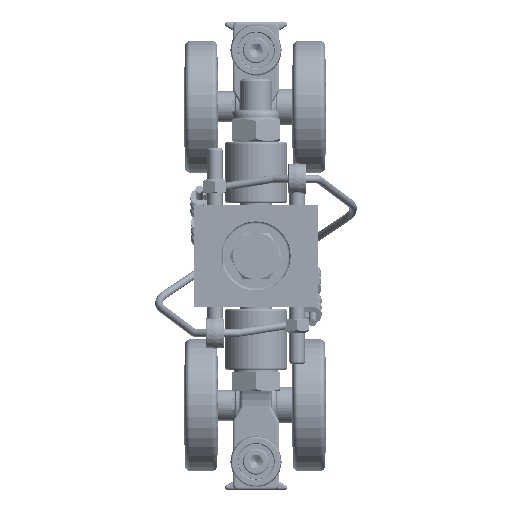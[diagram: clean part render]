
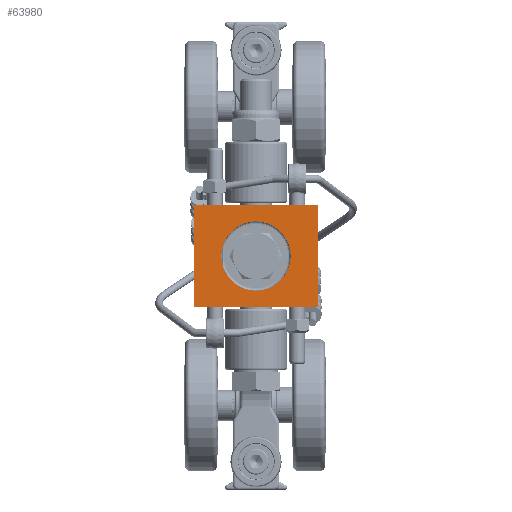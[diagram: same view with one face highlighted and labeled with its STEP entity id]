
A CAD part, front view. The second image highlights one B-rep face of the part: STEP entity #63980.
In plain terms, the highlighted face is planar.
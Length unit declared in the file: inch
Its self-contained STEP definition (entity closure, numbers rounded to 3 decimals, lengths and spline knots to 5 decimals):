
#63556=CARTESIAN_POINT('',(1.51557,-1.12844,0.875));
#63557=VERTEX_POINT('',#63556);
#63558=CARTESIAN_POINT('',(0.67182,-1.12844,0.875));
#63559=DIRECTION('',(0.0,0.0,-1.0));
#63560=DIRECTION('',(1.0,0.0,0.0));
#63561=AXIS2_PLACEMENT_3D('',#63558,#63559,#63560);
#63562=CIRCLE('',#63561,0.84375);
#63563=EDGE_CURVE('',#63557,#63557,#63562,.T.);
#63835=CARTESIAN_POINT('',(1.92182,0.37156,0.875));
#63836=VERTEX_POINT('',#63835);
#63837=CARTESIAN_POINT('',(1.92182,-2.62844,0.875));
#63838=VERTEX_POINT('',#63837);
#63839=CARTESIAN_POINT('',(1.92182,0.37156,0.875));
#63840=DIRECTION('',(0.0,-1.0,0.0));
#63841=VECTOR('',#63840,3.);
#63842=LINE('',#63839,#63841);
#63843=EDGE_CURVE('',#63836,#63838,#63842,.T.);
#63881=CARTESIAN_POINT('',(-0.57818,-2.62844,0.875));
#63882=VERTEX_POINT('',#63881);
#63883=CARTESIAN_POINT('',(1.92182,-2.62844,0.875));
#63884=DIRECTION('',(-1.0,0.0,0.0));
#63885=VECTOR('',#63884,2.5);
#63886=LINE('',#63883,#63885);
#63887=EDGE_CURVE('',#63838,#63882,#63886,.T.);
#63912=CARTESIAN_POINT('',(-0.57818,0.37156,0.875));
#63913=VERTEX_POINT('',#63912);
#63914=CARTESIAN_POINT('',(-0.57818,-2.62844,0.875));
#63915=DIRECTION('',(0.0,1.0,0.0));
#63916=VECTOR('',#63915,3.);
#63917=LINE('',#63914,#63916);
#63918=EDGE_CURVE('',#63882,#63913,#63917,.T.);
#63949=CARTESIAN_POINT('',(-0.57818,0.37156,0.875));
#63950=DIRECTION('',(1.0,0.0,0.0));
#63951=VECTOR('',#63950,2.5);
#63952=LINE('',#63949,#63951);
#63953=EDGE_CURVE('',#63913,#63836,#63952,.T.);
#63966=CARTESIAN_POINT('',(0.67182,-1.12844,0.875));
#63967=DIRECTION('',(0.0,0.0,1.0));
#63968=DIRECTION('',(1.0,0.0,0.0));
#63969=AXIS2_PLACEMENT_3D('',#63966,#63967,#63968);
#63970=PLANE('',#63969);
#63971=ORIENTED_EDGE('',*,*,#63843,.F.);
#63972=ORIENTED_EDGE('',*,*,#63953,.F.);
#63973=ORIENTED_EDGE('',*,*,#63918,.F.);
#63974=ORIENTED_EDGE('',*,*,#63887,.F.);
#63975=EDGE_LOOP('',(#63971,#63972,#63973,#63974));
#63976=FACE_OUTER_BOUND('',#63975,.T.);
#63977=ORIENTED_EDGE('',*,*,#63563,.T.);
#63978=EDGE_LOOP('',(#63977));
#63979=FACE_BOUND('',#63978,.T.);
#63980=ADVANCED_FACE('',(#63976,#63979),#63970,.T.);
